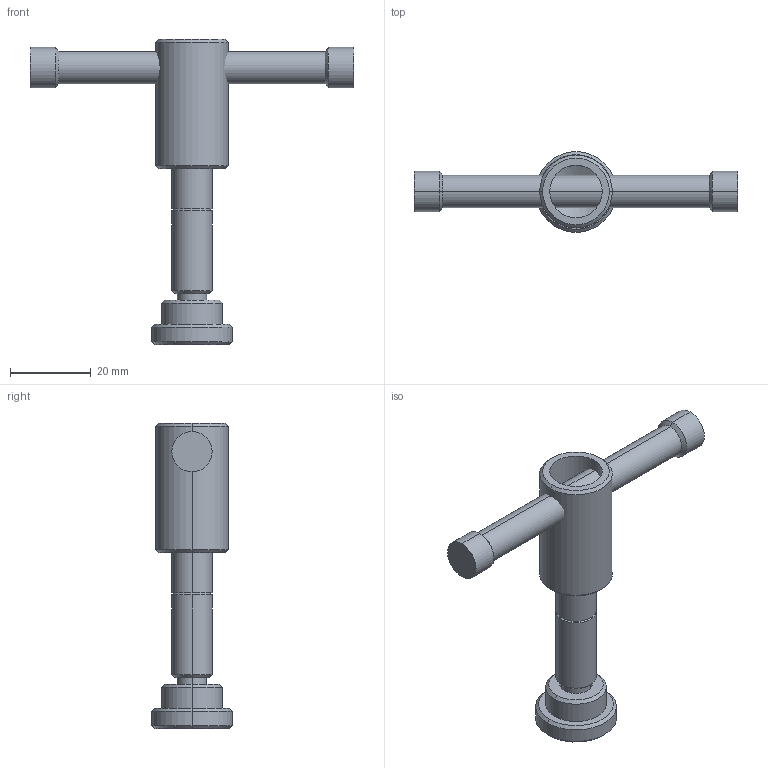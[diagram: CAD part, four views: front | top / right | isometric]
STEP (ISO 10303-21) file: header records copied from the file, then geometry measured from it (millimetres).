
FILE_DESCRIPTION(('STEP AP214'),'1');
FILE_NAME('HALDERN_EH_24500_0110.stp','2014-09-15T07:39:39',('TraceParts'),('TraceParts S.A.'),'XStep 1.0',' ',' ');
FILE_SCHEMA(('automotive_design'));
Length unit declared in the file: millimetre
Products named in the file (3): 1; 2; 3
Bounding box: 80 x 20 x 75.6 mm (x, y, z)
Volume: 15270.1 mm3; surface area: 7737.8 mm2
Topology: 3 solids, 3 shells, 64 faces, 131 edges, 76 vertices
Faces by surface type: cylinder 28, cone 20, plane 12, sphere 4
Entity records: 3237 total; most frequent: DIRECTION 336, STYLED_ITEM 268, PRESENTATION_STYLE_ASSIGNMENT 268, CARTESIAN_POINT 268, COLOUR_RGB 268, ORIENTED_EDGE 250, AXIS2_PLACEMENT_3D 144, EDGE_CURVE 125
